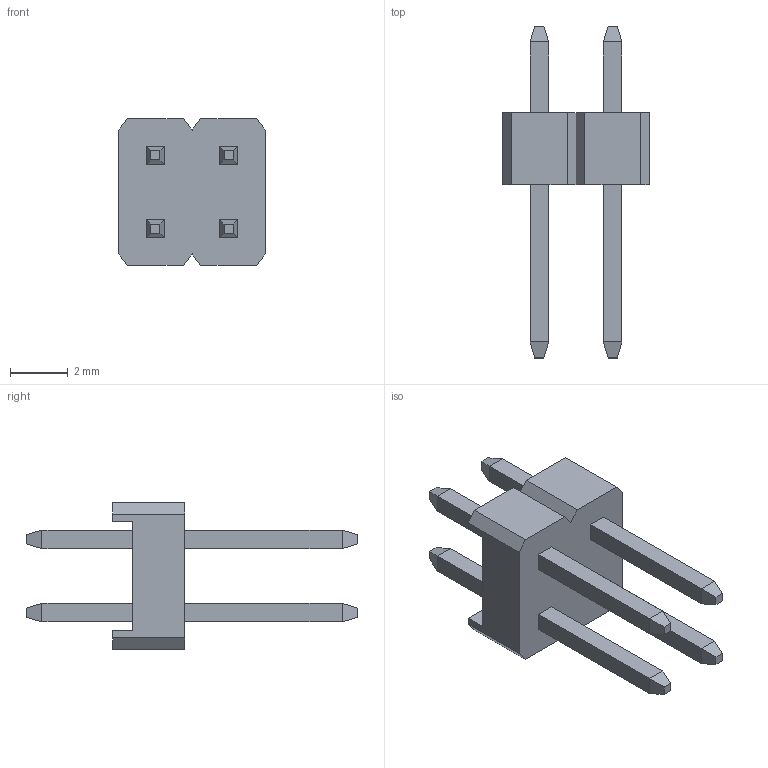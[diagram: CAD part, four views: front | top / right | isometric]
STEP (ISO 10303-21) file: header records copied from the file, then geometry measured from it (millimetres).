
FILE_DESCRIPTION(('STEP AP214'),'1');
FILE_NAME('pin_header_awl254-dg-g04d.stp','2014-08-19T09:08:15',('TraceParts'),('TraceParts S.A.'),'XStep 1.0',' ',' ');
FILE_SCHEMA(('automotive_design'));
Length unit declared in the file: millimetre
Products named in the file (1): 1
Bounding box: 5.08 x 11.5 x 5.08 mm (x, y, z)
Volume: 65 mm3; surface area: 197.6 mm2
Topology: 1 solids, 1 shells, 100 faces, 238 edges, 148 vertices
Faces by surface type: plane 100
Entity records: 5532 total; most frequent: CARTESIAN_POINT 487, STYLED_ITEM 486, PRESENTATION_STYLE_ASSIGNMENT 486, COLOUR_RGB 486, ORIENTED_EDGE 476, DIRECTION 440, EDGE_CURVE 238, CURVE_STYLE 238
